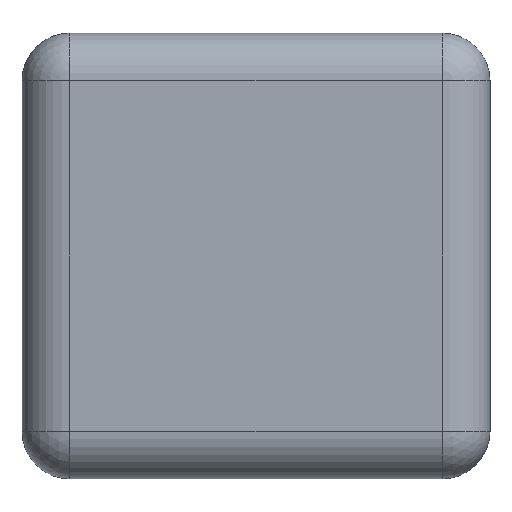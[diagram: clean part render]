
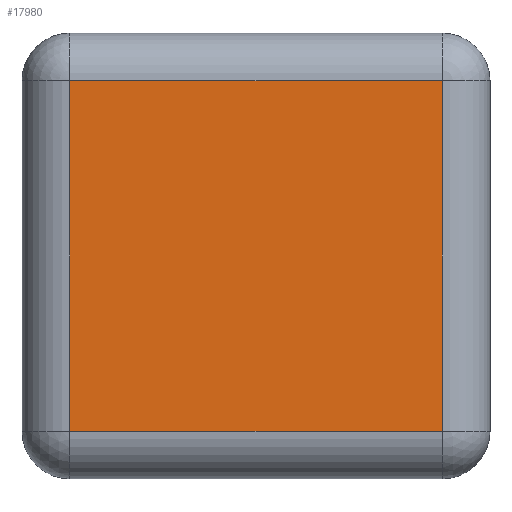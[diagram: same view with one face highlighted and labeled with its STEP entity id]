
A CAD part, front view. The second image highlights one B-rep face of the part: STEP entity #17980.
In plain terms, the highlighted planar face has unit normal (0, -1, 0).
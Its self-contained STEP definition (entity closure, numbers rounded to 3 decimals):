
#312 = CARTESIAN_POINT ( 'NONE',  ( -311.292, -299.909, 292.718 ) ) ;
#469 = EDGE_CURVE ( 'NONE', #9041, #53452, #55319, .T. ) ;
#5568 = LINE ( 'NONE', #6174, #58493 ) ;
#6174 = CARTESIAN_POINT ( 'NONE',  ( 391.292, -299.909, -292.718 ) ) ;
#7042 = EDGE_CURVE ( 'NONE', #31882, #56552, #5568, .T. ) ;
#7925 = EDGE_CURVE ( 'NONE', #56552, #9041, #10330, .T. ) ;
#8484 = DIRECTION ( 'NONE',  ( -1., 0., 0. ) ) ;
#9041 = VERTEX_POINT ( 'NONE', #26235 ) ;
#9291 = CARTESIAN_POINT ( 'NONE',  ( 311.292, -299.909, -292.718 ) ) ;
#10330 = LINE ( 'NONE', #32380, #49658 ) ;
#10388 = DIRECTION ( 'NONE',  ( 0., 0., -1. ) ) ;
#16316 = CARTESIAN_POINT ( 'NONE',  ( -311.292, -299.909, -292.718 ) ) ;
#17980 = ADVANCED_FACE ( 'NONE', ( #52338 ), #57833, .T. ) ;
#18082 = ORIENTED_EDGE ( 'NONE', *, *, #7925, .T. ) ;
#19030 = DIRECTION ( 'NONE',  ( 1., 0., 0. ) ) ;
#20903 = ORIENTED_EDGE ( 'NONE', *, *, #24735, .T. ) ;
#21533 = ORIENTED_EDGE ( 'NONE', *, *, #7042, .T. ) ;
#24735 = EDGE_CURVE ( 'NONE', #53452, #31882, #44413, .T. ) ;
#25015 = EDGE_LOOP ( 'NONE', ( #18082, #35496, #20903, #21533 ) ) ;
#26235 = CARTESIAN_POINT ( 'NONE',  ( 311.292, -299.909, 292.718 ) ) ;
#29106 = DIRECTION ( 'NONE',  ( 0., 0., -1. ) ) ;
#29412 = CARTESIAN_POINT ( 'NONE',  ( -311.292, -299.909, 0. ) ) ;
#30135 = VECTOR ( 'NONE', #29106, 1000. ) ;
#31882 = VERTEX_POINT ( 'NONE', #16316 ) ;
#32380 = CARTESIAN_POINT ( 'NONE',  ( 311.292, -299.909, 372.718 ) ) ;
#33940 = DIRECTION ( 'NONE',  ( 0., -1., 0. ) ) ;
#35496 = ORIENTED_EDGE ( 'NONE', *, *, #469, .T. ) ;
#38231 = CARTESIAN_POINT ( 'NONE',  ( 0., -299.909, 0. ) ) ;
#40900 = CARTESIAN_POINT ( 'NONE',  ( 0., -299.909, 292.718 ) ) ;
#41844 = DIRECTION ( 'NONE',  ( 0., 0., 1. ) ) ;
#44413 = LINE ( 'NONE', #29412, #30135 ) ;
#49658 = VECTOR ( 'NONE', #41844, 1000. ) ;
#52338 = FACE_OUTER_BOUND ( 'NONE', #25015, .T. ) ;
#53452 = VERTEX_POINT ( 'NONE', #312 ) ;
#53994 = VECTOR ( 'NONE', #8484, 1000. ) ;
#54194 = AXIS2_PLACEMENT_3D ( 'NONE', #38231, #33940, #10388 ) ;
#55319 = LINE ( 'NONE', #40900, #53994 ) ;
#56552 = VERTEX_POINT ( 'NONE', #9291 ) ;
#57833 = PLANE ( 'NONE',  #54194 ) ;
#58493 = VECTOR ( 'NONE', #19030, 1000. ) ;
